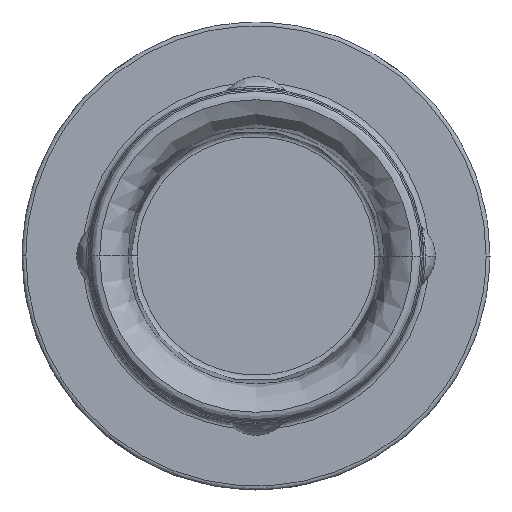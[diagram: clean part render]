
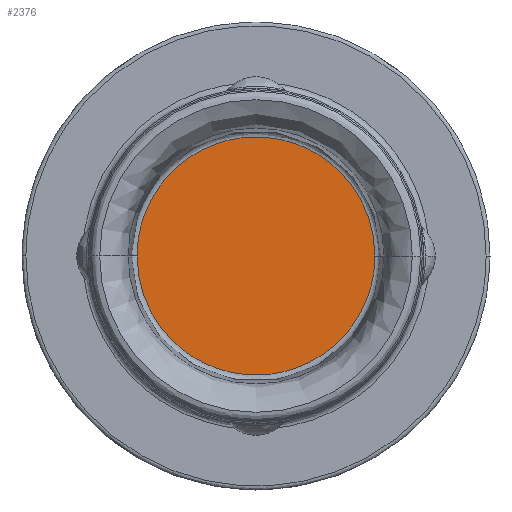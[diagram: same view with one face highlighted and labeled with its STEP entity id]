
A CAD part, front view. The second image highlights one B-rep face of the part: STEP entity #2376.
In plain terms, the highlighted planar face has unit normal (0, -1, 0).
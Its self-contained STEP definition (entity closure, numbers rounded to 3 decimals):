
#82 = CARTESIAN_POINT ( 'NONE',  ( -3.052, 0., 0.388 ) ) ;
#84 = B_SPLINE_CURVE_WITH_KNOTS ( 'NONE', 3,
 ( #1540, #2214, #380, #1525, #1045, #2476, #2735, #2226, #2511, #1984, #2281, #2019, #2951, #797, #2493, #2647, #811, #348, #2241, #1688, #1738, #2984, #145, #1094, #109, #845, #2036, #1058, #743, #2750, #314, #1455, #1999, #826, #612, #2447, #82, #2703 ),
 .UNSPECIFIED., .F., .F.,
 ( 4, 1, 1, 1, 2, 2, 2, 1, 1, 1, 2, 2, 2, 1, 1, 1, 2, 2, 2, 1, 1, 1, 2, 2, 4 ),
 ( 0., 0.062, 0.094, 0.109, 0.117, 0.125, 0.25, 0.312, 0.344, 0.359, 0.367, 0.375, 0.5, 0.562, 0.594, 0.609, 0.617, 0.625, 0.75, 0.812, 0.844, 0.859, 0.867, 0.875, 1. ),
 .UNSPECIFIED. ) ;
#109 = CARTESIAN_POINT ( 'NONE',  ( -1.078, 0., 2.856 ) ) ;
#145 = CARTESIAN_POINT ( 'NONE',  ( -0.965, 0., 2.897 ) ) ;
#150 = CARTESIAN_POINT ( 'NONE',  ( 2.766, 0., -1.293 ) ) ;
#184 = CARTESIAN_POINT ( 'NONE',  ( 2.307, 0., -2.009 ) ) ;
#314 = CARTESIAN_POINT ( 'NONE',  ( -2.687, 0., 1.456 ) ) ;
#348 = CARTESIAN_POINT ( 'NONE',  ( 0.763, 0., 2.981 ) ) ;
#380 = CARTESIAN_POINT ( 'NONE',  ( 3.026, 0., 0.48 ) ) ;
#420 = CARTESIAN_POINT ( 'NONE',  ( 2.798, 0., -1.221 ) ) ;
#439 = CARTESIAN_POINT ( 'NONE',  ( -1.768, 0., -2.504 ) ) ;
#467 = CARTESIAN_POINT ( 'NONE',  ( -1.456, 0., -2.687 ) ) ;
#596 = PLANE ( 'NONE',  #980 ) ;
#612 = CARTESIAN_POINT ( 'NONE',  ( -2.829, 0., 1.146 ) ) ;
#636 = CARTESIAN_POINT ( 'NONE',  ( -1.221, 0., -2.798 ) ) ;
#652 = CARTESIAN_POINT ( 'NONE',  ( -0.763, 0., -2.981 ) ) ;
#696 = CARTESIAN_POINT ( 'NONE',  ( -2.848, 0., -1.099 ) ) ;
#743 = CARTESIAN_POINT ( 'NONE',  ( -2.307, 0., 2.009 ) ) ;
#797 = CARTESIAN_POINT ( 'NONE',  ( 1.293, 0., 2.766 ) ) ;
#811 = CARTESIAN_POINT ( 'NONE',  ( 1.146, 0., 2.829 ) ) ;
#826 = CARTESIAN_POINT ( 'NONE',  ( -2.818, 0., 1.172 ) ) ;
#845 = CARTESIAN_POINT ( 'NONE',  ( -1.099, 0., 2.848 ) ) ;
#865 = CARTESIAN_POINT ( 'NONE',  ( -3.052, 0., -0.194 ) ) ;
#883 = CARTESIAN_POINT ( 'NONE',  ( 2.818, 0., -1.172 ) ) ;
#912 = CARTESIAN_POINT ( 'NONE',  ( 1.033, 0., -2.872 ) ) ;
#980 = AXIS2_PLACEMENT_3D ( 'NONE', #1077, #2936, #1753 ) ;
#1007 = ORIENTED_EDGE ( 'NONE', *, *, #2904, .T. ) ;
#1045 = CARTESIAN_POINT ( 'NONE',  ( 2.897, 0., 0.965 ) ) ;
#1058 = CARTESIAN_POINT ( 'NONE',  ( -1.861, 0., 2.456 ) ) ;
#1077 = CARTESIAN_POINT ( 'NONE',  ( 0., 0., 0. ) ) ;
#1094 = CARTESIAN_POINT ( 'NONE',  ( -1.033, 0., 2.872 ) ) ;
#1099 = CARTESIAN_POINT ( 'NONE',  ( 3.052, 0., 0. ) ) ;
#1104 = CARTESIAN_POINT ( 'NONE',  ( 3.052, 0., 0. ) ) ;
#1134 = CARTESIAN_POINT ( 'NONE',  ( 2.687, 0., -1.456 ) ) ;
#1147 = CARTESIAN_POINT ( 'NONE',  ( -3.052, 0., 0. ) ) ;
#1149 = CARTESIAN_POINT ( 'NONE',  ( 2.504, 0., -1.768 ) ) ;
#1304 = VERTEX_POINT ( 'NONE', #1104 ) ;
#1365 = CARTESIAN_POINT ( 'NONE',  ( 2.829, 0., -1.146 ) ) ;
#1381 = CARTESIAN_POINT ( 'NONE',  ( 0.965, 0., -2.897 ) ) ;
#1396 = CARTESIAN_POINT ( 'NONE',  ( -2.947, 0., -0.805 ) ) ;
#1455 = CARTESIAN_POINT ( 'NONE',  ( -2.766, 0., 1.293 ) ) ;
#1525 = CARTESIAN_POINT ( 'NONE',  ( 2.947, 0., 0.805 ) ) ;
#1540 = CARTESIAN_POINT ( 'NONE',  ( 3.052, 0., 0. ) ) ;
#1599 = CARTESIAN_POINT ( 'NONE',  ( 0.48, 0., -3.026 ) ) ;
#1616 = CARTESIAN_POINT ( 'NONE',  ( -3.052, 0., 0. ) ) ;
#1625 = EDGE_LOOP ( 'NONE', ( #1873, #1007 ) ) ;
#1633 = CARTESIAN_POINT ( 'NONE',  ( -2.456, 0., -1.861 ) ) ;
#1645 = CARTESIAN_POINT ( 'NONE',  ( -2.009, 0., -2.307 ) ) ;
#1688 = CARTESIAN_POINT ( 'NONE',  ( -0.194, 0., 3.052 ) ) ;
#1738 = CARTESIAN_POINT ( 'NONE',  ( -0.48, 0., 3.026 ) ) ;
#1753 = DIRECTION ( 'NONE',  ( 1., 0., 0. ) ) ;
#1810 = CARTESIAN_POINT ( 'NONE',  ( -3.026, 0., -0.48 ) ) ;
#1826 = CARTESIAN_POINT ( 'NONE',  ( -2.683, 0., -1.515 ) ) ;
#1841 = CARTESIAN_POINT ( 'NONE',  ( 0.194, 0., -3.052 ) ) ;
#1858 = CARTESIAN_POINT ( 'NONE',  ( 3.052, 0., -0.388 ) ) ;
#1873 = ORIENTED_EDGE ( 'NONE', *, *, #2380, .T. ) ;
#1874 = CARTESIAN_POINT ( 'NONE',  ( -2.856, 0., -1.078 ) ) ;
#1966 = VERTEX_POINT ( 'NONE', #1147 ) ;
#1984 = CARTESIAN_POINT ( 'NONE',  ( 2.456, 0., 1.861 ) ) ;
#1999 = CARTESIAN_POINT ( 'NONE',  ( -2.798, 0., 1.221 ) ) ;
#2019 = CARTESIAN_POINT ( 'NONE',  ( 1.768, 0., 2.504 ) ) ;
#2036 = CARTESIAN_POINT ( 'NONE',  ( -1.515, 0., 2.683 ) ) ;
#2059 = CARTESIAN_POINT ( 'NONE',  ( 1.078, 0., -2.856 ) ) ;
#2092 = CARTESIAN_POINT ( 'NONE',  ( -2.897, 0., -0.965 ) ) ;
#2214 = CARTESIAN_POINT ( 'NONE',  ( 3.052, 0., 0.194 ) ) ;
#2226 = CARTESIAN_POINT ( 'NONE',  ( 2.848, 0., 1.099 ) ) ;
#2241 = CARTESIAN_POINT ( 'NONE',  ( 0.388, 0., 3.052 ) ) ;
#2281 = CARTESIAN_POINT ( 'NONE',  ( 2.009, 0., 2.307 ) ) ;
#2287 = CARTESIAN_POINT ( 'NONE',  ( 1.515, 0., -2.683 ) ) ;
#2301 = CARTESIAN_POINT ( 'NONE',  ( 2.981, 0., -0.763 ) ) ;
#2319 = CARTESIAN_POINT ( 'NONE',  ( -0.388, 0., -3.052 ) ) ;
#2333 = CARTESIAN_POINT ( 'NONE',  ( 1.861, 0., -2.456 ) ) ;
#2348 = CARTESIAN_POINT ( 'NONE',  ( -1.293, 0., -2.766 ) ) ;
#2376 = ADVANCED_FACE ( 'NONE', ( #2717 ), #596, .T. ) ;
#2380 = EDGE_CURVE ( 'NONE', #1304, #1966, #84, .T. ) ;
#2447 = CARTESIAN_POINT ( 'NONE',  ( -2.981, 0., 0.763 ) ) ;
#2476 = CARTESIAN_POINT ( 'NONE',  ( 2.872, 0., 1.033 ) ) ;
#2493 = CARTESIAN_POINT ( 'NONE',  ( 1.221, 0., 2.798 ) ) ;
#2511 = CARTESIAN_POINT ( 'NONE',  ( 2.683, 0., 1.515 ) ) ;
#2551 = CARTESIAN_POINT ( 'NONE',  ( 0.805, 0., -2.947 ) ) ;
#2599 = CARTESIAN_POINT ( 'NONE',  ( -1.172, 0., -2.818 ) ) ;
#2647 = CARTESIAN_POINT ( 'NONE',  ( 1.172, 0., 2.818 ) ) ;
#2688 = B_SPLINE_CURVE_WITH_KNOTS ( 'NONE', 3,
 ( #1616, #865, #1810, #1396, #2092, #2822, #1874, #696, #1826, #1633, #1645, #439, #467, #2348, #636, #2599, #2791, #652, #2319, #1841, #1599, #2551, #1381, #912, #2059, #3070, #2287, #2333, #184, #1149, #1134, #150, #420, #883, #1365, #2301, #1858, #1099 ),
 .UNSPECIFIED., .F., .F.,
 ( 4, 1, 1, 1, 2, 2, 2, 1, 1, 1, 2, 2, 2, 1, 1, 1, 2, 2, 2, 1, 1, 1, 2, 2, 4 ),
 ( 0., 0.062, 0.094, 0.109, 0.117, 0.125, 0.25, 0.312, 0.344, 0.359, 0.367, 0.375, 0.5, 0.562, 0.594, 0.609, 0.617, 0.625, 0.75, 0.812, 0.844, 0.859, 0.867, 0.875, 1. ),
 .UNSPECIFIED. ) ;
#2703 = CARTESIAN_POINT ( 'NONE',  ( -3.052, 0., 0. ) ) ;
#2717 = FACE_OUTER_BOUND ( 'NONE', #1625, .T. ) ;
#2735 = CARTESIAN_POINT ( 'NONE',  ( 2.856, 0., 1.078 ) ) ;
#2750 = CARTESIAN_POINT ( 'NONE',  ( -2.504, 0., 1.768 ) ) ;
#2791 = CARTESIAN_POINT ( 'NONE',  ( -1.146, 0., -2.829 ) ) ;
#2822 = CARTESIAN_POINT ( 'NONE',  ( -2.872, 0., -1.033 ) ) ;
#2904 = EDGE_CURVE ( 'NONE', #1966, #1304, #2688, .T. ) ;
#2936 = DIRECTION ( 'NONE',  ( 0., -1., 0. ) ) ;
#2951 = CARTESIAN_POINT ( 'NONE',  ( 1.456, 0., 2.687 ) ) ;
#2984 = CARTESIAN_POINT ( 'NONE',  ( -0.805, 0., 2.947 ) ) ;
#3070 = CARTESIAN_POINT ( 'NONE',  ( 1.099, 0., -2.848 ) ) ;
